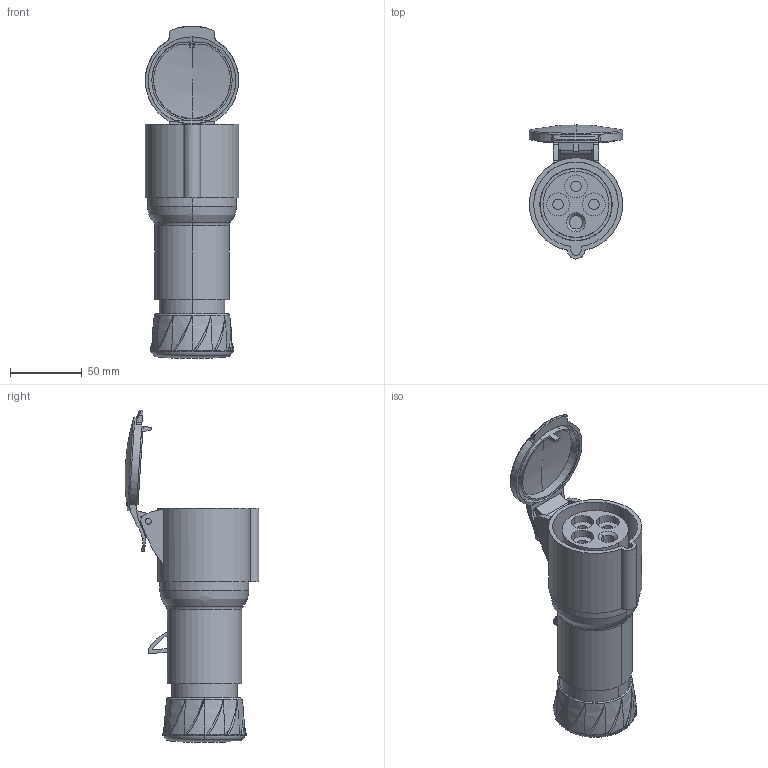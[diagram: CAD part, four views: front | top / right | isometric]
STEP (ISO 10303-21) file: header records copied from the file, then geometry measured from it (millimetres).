
FILE_DESCRIPTION((''),'2;1');
FILE_NAME('ASM0001_ASM','2022-11-08T09:59:14',('melanie.cordero'),(''),'CREO PARAMETRIC BY PTC INC, 2018260','CREO PARAMETRIC BY PTC INC, 2018260','');
FILE_SCHEMA(('CONFIG_CONTROL_DESIGN'));
Length unit declared in the file: inch
Products named in the file (9): PRT1_1; PRT2_1; PRT3_1; PRT4_1; PRT5_1; PRT6_1; PRT7_1; PKF32M424_3D-SIMPLIFIED_ASM_1_ASM; ASM0001_ASM
Assembly tree (8 placements, depth 3):
  ASM0001_ASM
    PKF32M424_3D-SIMPLIFIED_ASM_1_ASM
      PRT1_1
      PRT2_1
      PRT3_1
      PRT4_1
      PRT5_1
      PRT6_1
      PRT7_1
Bounding box: 65 x 93.28 x 231.25 mm (x, y, z)
Volume: 245210.3 mm3; surface area: 116802 mm2
Topology: 7 solids, 7 shells, 368 faces, 1082 edges, 747 vertices
Faces by surface type: cylinder 144, plane 131, torus 38, bspline 28, cone 20, sphere 6, extrusion 1
Entity records: 16026 total; most frequent: CARTESIAN_POINT 5953, ORIENTED_EDGE 2156, DIRECTION 2071, EDGE_CURVE 1078, AXIS2_PLACEMENT_3D 844, VERTEX_POINT 747, CIRCLE 481, EDGE_LOOP 409
